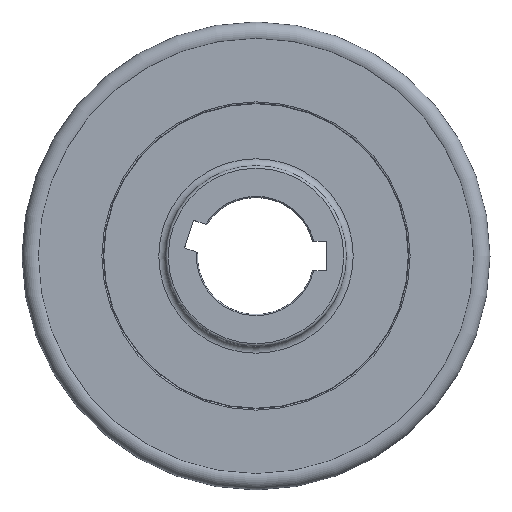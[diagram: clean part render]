
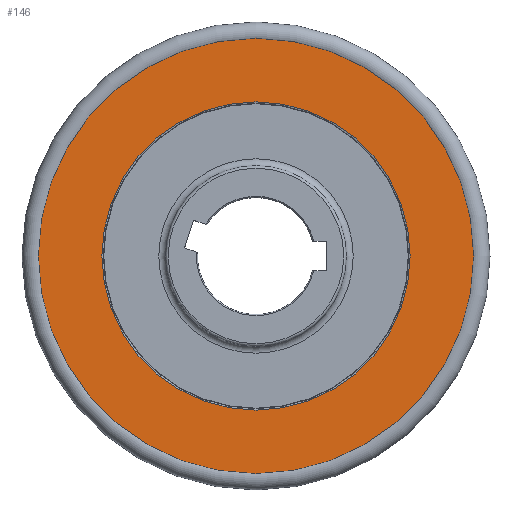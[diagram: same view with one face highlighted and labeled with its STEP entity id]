
A CAD part, top view. The second image highlights one B-rep face of the part: STEP entity #146.
In plain terms, the highlighted planar face has unit normal (0, 0, 1).
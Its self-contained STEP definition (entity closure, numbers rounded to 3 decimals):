
#82=PLANE('',#637);
#146=ADVANCED_FACE('',(#202,#203),#82,.T.);
#202=FACE_BOUND('',#245,.T.);
#203=FACE_BOUND('',#246,.T.);
#245=EDGE_LOOP('',(#325));
#246=EDGE_LOOP('',(#326));
#325=ORIENTED_EDGE('',*,*,#510,.T.);
#326=ORIENTED_EDGE('',*,*,#511,.F.);
#457=VERTEX_POINT('',#937);
#458=VERTEX_POINT('',#940);
#510=EDGE_CURVE('',#457,#457,#566,.T.);
#511=EDGE_CURVE('',#458,#458,#567,.T.);
#566=CIRCLE('',#634,66.914);
#567=CIRCLE('',#636,94.564);
#634=AXIS2_PLACEMENT_3D('',#936,#754,#755);
#636=AXIS2_PLACEMENT_3D('',#939,#758,#759);
#637=AXIS2_PLACEMENT_3D('',#941,#760,#761);
#754=DIRECTION('',(0.,0.,-1.));
#755=DIRECTION('',(-1.,0.,0.));
#758=DIRECTION('',(0.,0.,-1.));
#759=DIRECTION('',(-1.,0.,0.));
#760=DIRECTION('',(0.,0.,1.));
#761=DIRECTION('',(-1.,0.,0.));
#936=CARTESIAN_POINT('',(0.,0.,-3.41));
#937=CARTESIAN_POINT('',(-66.914,0.,-3.41));
#939=CARTESIAN_POINT('',(0.,0.,-3.41));
#940=CARTESIAN_POINT('',(-94.564,0.,-3.41));
#941=CARTESIAN_POINT('',(0.,94.564,-3.41));
